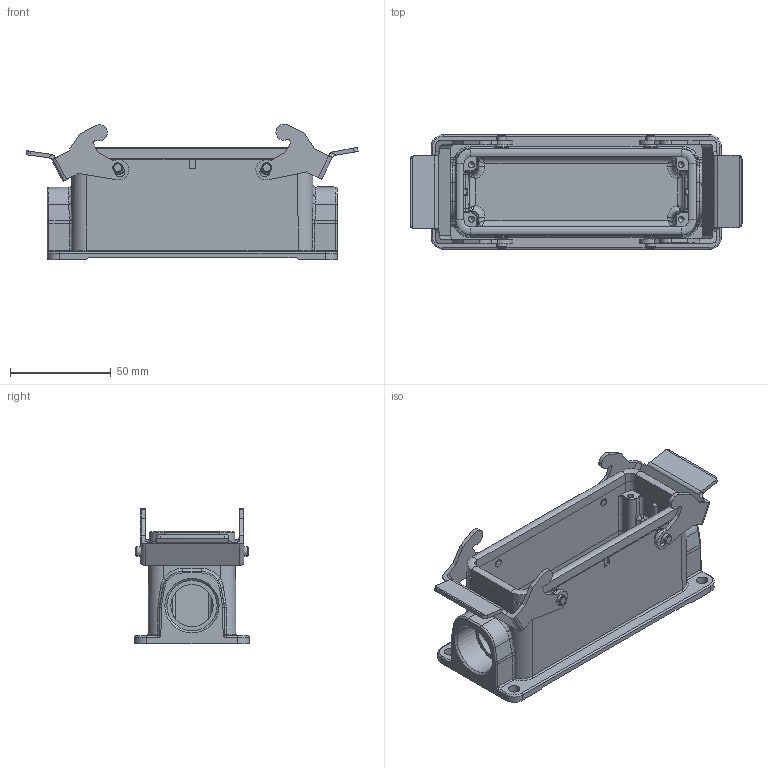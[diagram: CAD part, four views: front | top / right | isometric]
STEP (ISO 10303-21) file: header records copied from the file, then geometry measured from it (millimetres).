
FILE_DESCRIPTION((''),'2;1');
FILE_NAME('04300241263.stp','2020-07-07T15:57:56',('e.eickhoff'),(''),'Autodesk Inventor 2012','Autodesk Inventor 2012','');
FILE_SCHEMA(('AUTOMOTIVE_DESIGN { 1 0 10303 214 1 1 1 1 }'));
Length unit declared in the file: millimetre
Products named in the file (3): 04300241263; Metallbügel Quer
Assembly tree (3 placements, depth 2):
  04300241263
    04300241263
    Metallbügel Quer  x2
Bounding box: 164.79 x 57 x 67.41 mm (x, y, z)
Volume: 119313.6 mm3; surface area: 62590.2 mm2
Topology: 3 solids, 3 shells, 578 faces, 1989 edges, 1966 vertices
Faces by surface type: plane 250, cylinder 197, bspline 66, torus 44, cone 17, sphere 4
Full cylindrical faces by diameter (mm): 0.88 x1, 1.04 x1, 3 x4, 4 x4, 4.8 x4, 5.6 x4, 7 x4, 21 x1, 23.6 x1, 25 x1
Entity records: 22275 total; most frequent: CARTESIAN_POINT 6618, DIRECTION 3022, ORIENTED_EDGE 2470, EDGE_CURVE 1235, AXIS2_PLACEMENT_3D 1095, VECTOR 832, LINE 832, VERTEX_POINT 790
